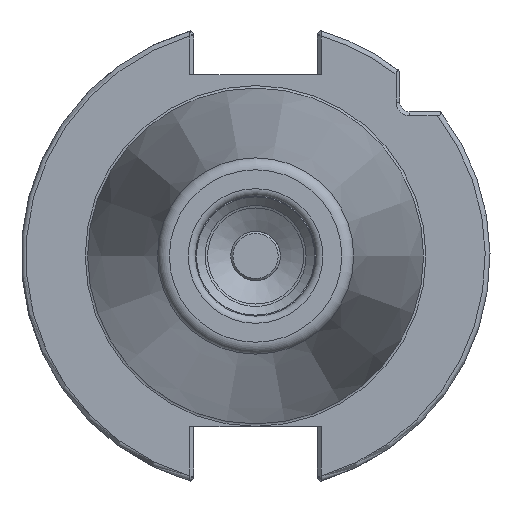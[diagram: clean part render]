
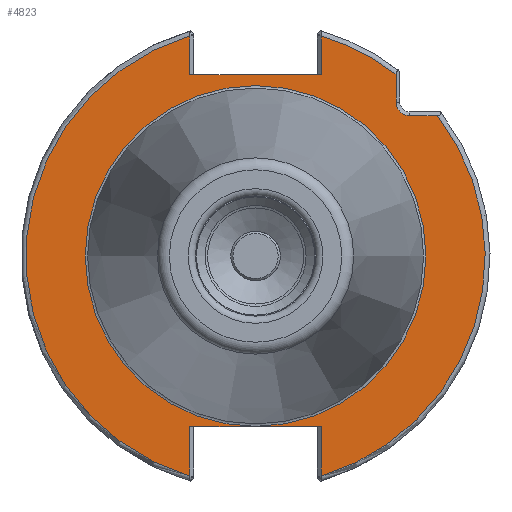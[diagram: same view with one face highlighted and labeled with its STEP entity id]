
A CAD part, left-side view. The second image highlights one B-rep face of the part: STEP entity #4823.
In plain terms, the highlighted planar face has unit normal (-1, 0, 0).
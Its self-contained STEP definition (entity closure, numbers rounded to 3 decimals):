
#254=FACE_BOUND('',#1484,.T.);
#328=LINE('',#8010,#681);
#350=LINE('',#8312,#703);
#352=LINE('',#8391,#705);
#353=LINE('',#8393,#706);
#354=LINE('',#8397,#707);
#355=LINE('',#8401,#708);
#356=LINE('',#8404,#709);
#357=LINE('',#8405,#710);
#681=VECTOR('',#5963,10.);
#703=VECTOR('',#6011,10.);
#705=VECTOR('',#6033,10.);
#706=VECTOR('',#6034,10.);
#707=VECTOR('',#6037,10.);
#708=VECTOR('',#6040,10.);
#709=VECTOR('',#6043,10.);
#710=VECTOR('',#6044,10.);
#987=PLANE('',#5312);
#1174=FACE_OUTER_BOUND('',#1483,.T.);
#1483=EDGE_LOOP('',(#3679,#3680,#3681,#3682,#3683,#3684,#3685,#3686,#3687,
#3688,#3689,#3690));
#1484=EDGE_LOOP('',(#3691));
#1789=CIRCLE('',#5311,47.75);
#1790=CIRCLE('',#5313,47.75);
#1791=CIRCLE('',#5314,2.8);
#1792=CIRCLE('',#5315,47.75);
#1793=CIRCLE('',#5316,35.425);
#2180=VERTEX_POINT('',#8008);
#2181=VERTEX_POINT('',#8009);
#2209=VERTEX_POINT('',#8305);
#2212=VERTEX_POINT('',#8310);
#2219=VERTEX_POINT('',#8369);
#2221=VERTEX_POINT('',#8390);
#2222=VERTEX_POINT('',#8392);
#2223=VERTEX_POINT('',#8394);
#2224=VERTEX_POINT('',#8396);
#2225=VERTEX_POINT('',#8398);
#2226=VERTEX_POINT('',#8400);
#2227=VERTEX_POINT('',#8402);
#2228=VERTEX_POINT('',#8406);
#2697=EDGE_CURVE('',#2180,#2181,#328,.T.);
#2739=EDGE_CURVE('',#2212,#2209,#350,.T.);
#2751=EDGE_CURVE('',#2209,#2219,#1789,.T.);
#2754=EDGE_CURVE('',#2212,#2221,#352,.T.);
#2755=EDGE_CURVE('',#2222,#2221,#353,.T.);
#2756=EDGE_CURVE('',#2223,#2222,#1790,.T.);
#2757=EDGE_CURVE('',#2224,#2223,#354,.T.);
#2758=EDGE_CURVE('',#2225,#2224,#1791,.T.);
#2759=EDGE_CURVE('',#2226,#2225,#355,.T.);
#2760=EDGE_CURVE('',#2227,#2226,#1792,.T.);
#2761=EDGE_CURVE('',#2180,#2227,#356,.T.);
#2762=EDGE_CURVE('',#2219,#2181,#357,.T.);
#2763=EDGE_CURVE('',#2228,#2228,#1793,.T.);
#3679=ORIENTED_EDGE('',*,*,#2739,.F.);
#3680=ORIENTED_EDGE('',*,*,#2754,.T.);
#3681=ORIENTED_EDGE('',*,*,#2755,.F.);
#3682=ORIENTED_EDGE('',*,*,#2756,.F.);
#3683=ORIENTED_EDGE('',*,*,#2757,.F.);
#3684=ORIENTED_EDGE('',*,*,#2758,.F.);
#3685=ORIENTED_EDGE('',*,*,#2759,.F.);
#3686=ORIENTED_EDGE('',*,*,#2760,.F.);
#3687=ORIENTED_EDGE('',*,*,#2761,.F.);
#3688=ORIENTED_EDGE('',*,*,#2697,.T.);
#3689=ORIENTED_EDGE('',*,*,#2762,.F.);
#3690=ORIENTED_EDGE('',*,*,#2751,.F.);
#3691=ORIENTED_EDGE('',*,*,#2763,.T.);
#4823=ADVANCED_FACE('',(#1174,#254),#987,.T.);
#5311=AXIS2_PLACEMENT_3D('',#8370,#6029,#6030);
#5312=AXIS2_PLACEMENT_3D('',#8389,#6031,#6032);
#5313=AXIS2_PLACEMENT_3D('',#8395,#6035,#6036);
#5314=AXIS2_PLACEMENT_3D('',#8399,#6038,#6039);
#5315=AXIS2_PLACEMENT_3D('',#8403,#6041,#6042);
#5316=AXIS2_PLACEMENT_3D('',#8407,#6045,#6046);
#5963=DIRECTION('',(0.,1.,0.));
#6011=DIRECTION('',(0.,0.,-1.));
#6029=DIRECTION('center_axis',(1.,0.,0.));
#6030=DIRECTION('ref_axis',(0.,0.,-1.));
#6031=DIRECTION('center_axis',(-1.,0.,0.));
#6032=DIRECTION('ref_axis',(0.,0.,1.));
#6033=DIRECTION('',(0.,-1.,0.));
#6034=DIRECTION('',(0.,0.,1.));
#6035=DIRECTION('center_axis',(1.,0.,0.));
#6036=DIRECTION('ref_axis',(0.,0.,-1.));
#6037=DIRECTION('',(0.,-1.,0.));
#6038=DIRECTION('center_axis',(-1.,0.,0.));
#6039=DIRECTION('ref_axis',(0.,1.,0.));
#6040=DIRECTION('',(0.,0.,-1.));
#6041=DIRECTION('center_axis',(1.,0.,0.));
#6042=DIRECTION('ref_axis',(0.,0.,-1.));
#6043=DIRECTION('',(0.,0.,1.));
#6044=DIRECTION('',(0.,0.,-1.));
#6045=DIRECTION('center_axis',(1.,0.,0.));
#6046=DIRECTION('ref_axis',(0.,0.,-1.));
#8008=CARTESIAN_POINT('',(3.2,-13.65,37.7));
#8009=CARTESIAN_POINT('',(3.2,13.65,37.7));
#8010=CARTESIAN_POINT('',(3.2,30.3,37.7));
#8305=CARTESIAN_POINT('',(3.2,13.65,-45.757));
#8310=CARTESIAN_POINT('',(3.2,13.65,-35.5));
#8312=CARTESIAN_POINT('',(3.2,13.65,-17.75));
#8369=CARTESIAN_POINT('',(3.2,13.65,45.757));
#8370=CARTESIAN_POINT('Origin',(3.2,0.,0.));
#8389=CARTESIAN_POINT('Origin',(3.2,47.75,0.));
#8390=CARTESIAN_POINT('',(3.2,-13.65,-35.5));
#8391=CARTESIAN_POINT('',(3.2,17.45,-35.5));
#8392=CARTESIAN_POINT('',(3.2,-13.65,-45.757));
#8393=CARTESIAN_POINT('',(3.2,-13.65,-27.75));
#8394=CARTESIAN_POINT('',(3.2,-37.781,29.2));
#8395=CARTESIAN_POINT('Origin',(3.2,0.,0.));
#8396=CARTESIAN_POINT('',(3.2,-32.,29.2));
#8397=CARTESIAN_POINT('',(3.2,7.875,29.2));
#8398=CARTESIAN_POINT('',(3.2,-29.2,32.));
#8399=CARTESIAN_POINT('Origin',(3.2,-32.,32.));
#8400=CARTESIAN_POINT('',(3.2,-29.2,37.781));
#8401=CARTESIAN_POINT('',(3.2,-29.2,20.));
#8402=CARTESIAN_POINT('',(3.2,-13.65,45.757));
#8403=CARTESIAN_POINT('Origin',(3.2,0.,0.));
#8404=CARTESIAN_POINT('',(3.2,-13.65,18.85));
#8405=CARTESIAN_POINT('',(3.2,13.65,28.85));
#8406=CARTESIAN_POINT('',(3.2,0.,35.425));
#8407=CARTESIAN_POINT('Origin',(3.2,0.,0.));
